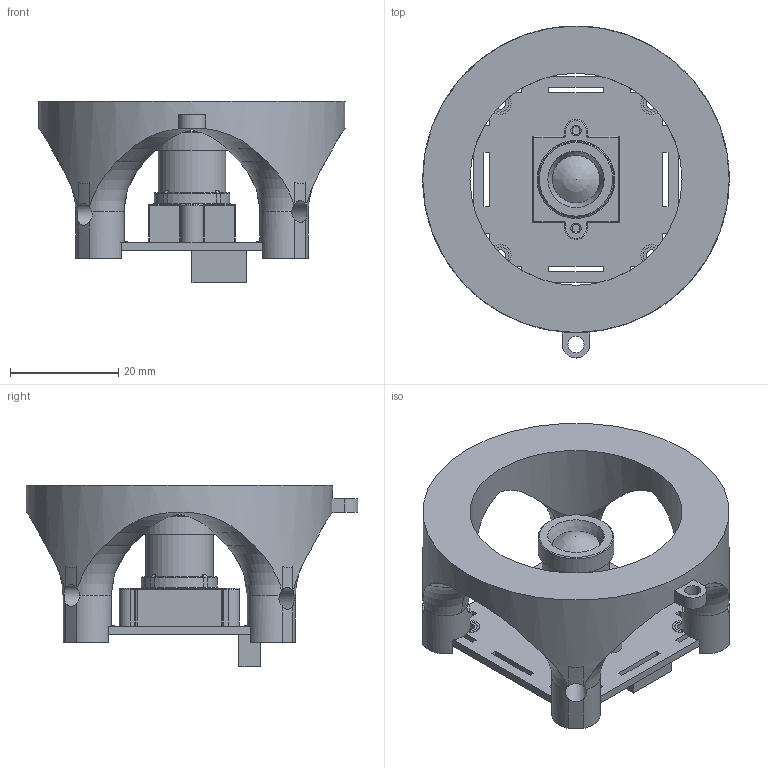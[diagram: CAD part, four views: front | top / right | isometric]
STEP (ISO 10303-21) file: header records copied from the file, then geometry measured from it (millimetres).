
FILE_DESCRIPTION(/* description */ (''),/* implementation_level */ '2;1');
FILE_NAME(/* name */ 'bf14fa71-4440-4b70-a99a-9250a74defa4.stp',/* time_stamp */ '2023-05-24T13:46:19Z',/* author */ (''),/* organization */ (''),/* preprocessor_version */ 'ST-DEVELOPER v19.2',/* originating_system */ 'Autodesk Translation Framework v12.6.0.85',/* authorisation */ '');
FILE_SCHEMA (('AUTOMOTIVE_DESIGN { 1 0 10303 214 3 1 1 }'));
Length unit declared in the file: millimetre
Products named in the file (2): Kamerahus_alu_innside; Omnivision OV2710 CMOS CCTV Wide Angle USB Camera
Assembly tree (1 placements, depth 2):
  Kamerahus_alu_innside
    Omnivision OV2710 CMOS CCTV Wide Angle USB Camera
Bounding box: 56.6 x 61.3 x 33.5 mm (x, y, z)
Volume: 21403.5 mm3; surface area: 13187.1 mm2
Topology: 8 solids, 8 shells, 378 faces, 1016 edges, 643 vertices
Faces by surface type: plane 210, cylinder 110, torus 25, bspline 17, cone 12, sphere 4
Full cylindrical faces by diameter (mm): 1.5 x2, 2 x4, 3 x1, 3.1 x8, 4 x12, 8.784 x1, 12.5 x1, 14 x2, 39.167 x1, 56.6 x1
Entity records: 13679 total; most frequent: CARTESIAN_POINT 4022, ORIENTED_EDGE 2006, DIRECTION 1911, EDGE_CURVE 1003, AXIS2_PLACEMENT_3D 673, VERTEX_POINT 643, LINE 565, VECTOR 565
